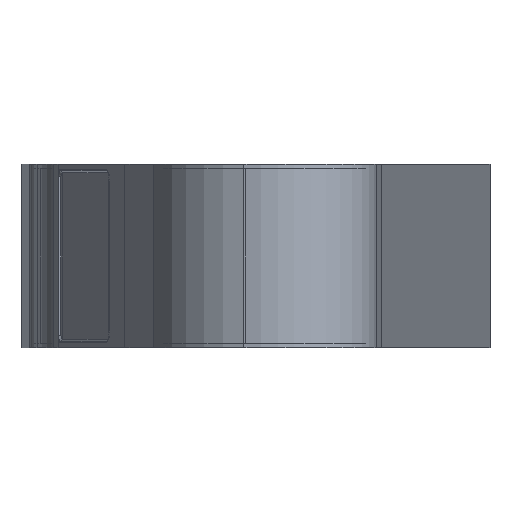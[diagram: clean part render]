
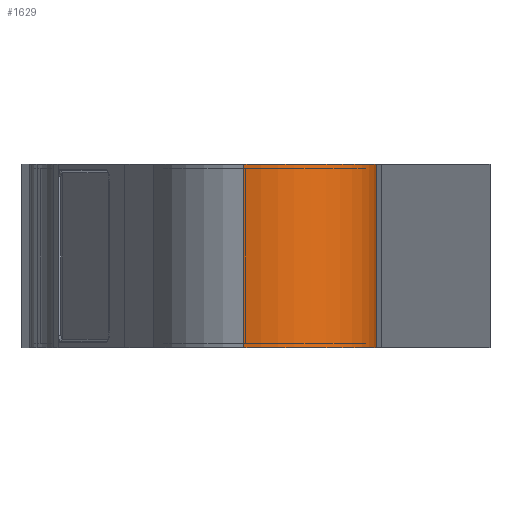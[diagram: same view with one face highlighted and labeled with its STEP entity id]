
A CAD part, left-side view. The second image highlights one B-rep face of the part: STEP entity #1629.
In plain terms, the highlighted cylindrical face has radius 124.521 mm (diameter 249.041 mm), a partial arc.
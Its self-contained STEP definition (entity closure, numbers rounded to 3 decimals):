
#1571=CARTESIAN_POINT('',(-45.978,-197.936,110.0));
#1572=VERTEX_POINT('',#1571);
#1579=CARTESIAN_POINT('',(-45.978,-197.936,-110.0));
#1580=VERTEX_POINT('',#1579);
#1581=CARTESIAN_POINT('',(-45.978,-197.936,110.0));
#1582=DIRECTION('',(0.0,0.0,-1.0));
#1583=VECTOR('',#1582,220.0);
#1584=LINE('',#1581,#1583);
#1585=EDGE_CURVE('',#1572,#1580,#1584,.T.);
#1597=CARTESIAN_POINT('',(-40.536,-73.534,0.0));
#1598=DIRECTION('',(0.0,0.0,1.0));
#1599=DIRECTION('',(0.961,-0.275,0.0));
#1600=AXIS2_PLACEMENT_3D('',#1597,#1598,#1599);
#1601=CYLINDRICAL_SURFACE('',#1600,124.521);
#1602=CARTESIAN_POINT('',(-160.245,-39.253,110.0));
#1603=VERTEX_POINT('',#1602);
#1604=CARTESIAN_POINT('',(-40.536,-73.534,110.0));
#1605=DIRECTION('',(0.0,0.0,-1.));
#1606=DIRECTION('',(0.961,-0.275,0.0));
#1607=AXIS2_PLACEMENT_3D('',#1604,#1605,#1606);
#1608=CIRCLE('',#1607,124.521);
#1609=EDGE_CURVE('',#1572,#1603,#1608,.T.);
#1610=ORIENTED_EDGE('',*,*,#1609,.T.);
#1611=CARTESIAN_POINT('',(-160.245,-39.253,-110.0));
#1612=VERTEX_POINT('',#1611);
#1613=CARTESIAN_POINT('',(-160.245,-39.253,110.0));
#1614=DIRECTION('',(0.0,0.0,-1.0));
#1615=VECTOR('',#1614,220.0);
#1616=LINE('',#1613,#1615);
#1617=EDGE_CURVE('',#1603,#1612,#1616,.T.);
#1618=ORIENTED_EDGE('',*,*,#1617,.T.);
#1619=CARTESIAN_POINT('',(-40.536,-73.534,-110.0));
#1620=DIRECTION('',(0.0,0.0,1.));
#1621=DIRECTION('',(0.961,-0.275,0.0));
#1622=AXIS2_PLACEMENT_3D('',#1619,#1620,#1621);
#1623=CIRCLE('',#1622,124.521);
#1624=EDGE_CURVE('',#1612,#1580,#1623,.T.);
#1625=ORIENTED_EDGE('',*,*,#1624,.T.);
#1626=ORIENTED_EDGE('',*,*,#1585,.F.);
#1627=EDGE_LOOP('',(#1610,#1618,#1625,#1626));
#1628=FACE_OUTER_BOUND('',#1627,.T.);
#1629=ADVANCED_FACE('',(#1628),#1601,.T.);
